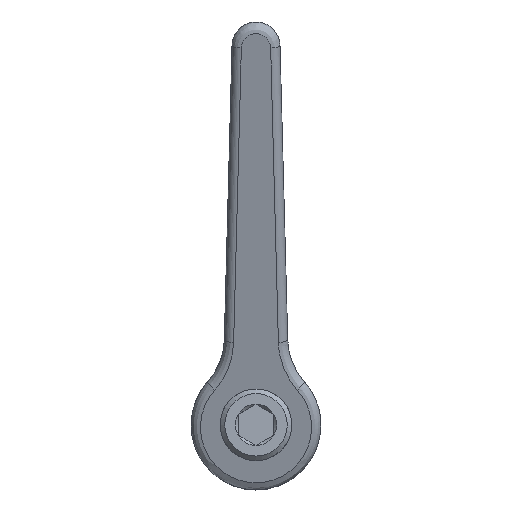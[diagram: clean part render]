
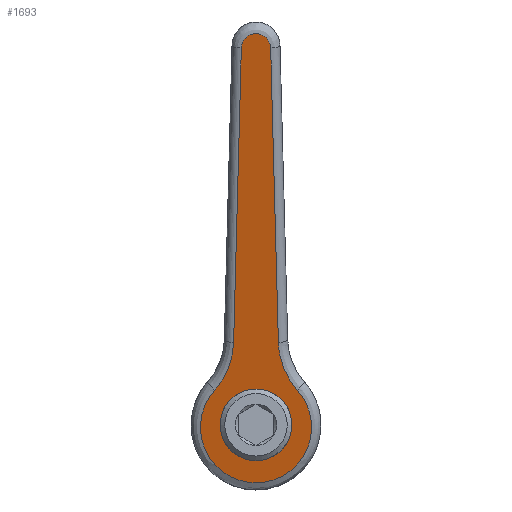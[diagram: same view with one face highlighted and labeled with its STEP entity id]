
A CAD part, top view. The second image highlights one B-rep face of the part: STEP entity #1693.
In plain terms, the highlighted planar face has unit normal (0, -0.256, 0.967).
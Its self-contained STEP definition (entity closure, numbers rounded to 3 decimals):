
#16=ELLIPSE('',#1808,6.422,6.208);
#20=ELLIPSE('',#1820,1.695,1.639);
#21=ELLIPSE('',#1821,4.138,4.);
#32=FACE_BOUND('',#287,.T.);
#42=PLANE('',#1819);
#183=FACE_OUTER_BOUND('',#286,.T.);
#286=EDGE_LOOP('',(#1400,#1401,#1402,#1403,#1404,#1405));
#287=EDGE_LOOP('',(#1406));
#433=B_SPLINE_CURVE_WITH_KNOTS('',3,(#8283,#8284,#8285,#8286,#8287,#8288,
#8289,#8290,#8291,#8292,#8293,#8294,#8295,#8296,#8297,#8298,#8299,#8300,
#8301,#8302,#8303,#8304,#8305,#8306,#8307,#8308,#8309,#8310,#8311,#8312,
#8313,#8314,#8315,#8316),.UNSPECIFIED.,.F.,.F.,(4,3,3,3,3,3,3,3,3,3,3,4),
(3.981,4.043,4.107,4.171,4.237,
4.303,4.369,4.435,4.5,4.564,
4.628,4.686),.UNSPECIFIED.);
#434=B_SPLINE_CURVE_WITH_KNOTS('',3,(#8324,#8325,#8326,#8327,#8328,#8329,
#8330,#8331,#8332,#8333,#8334,#8335,#8336,#8337,#8338,#8339,#8340,#8341,
#8342,#8343,#8344,#8345,#8346,#8347,#8348,#8349,#8350,#8351,#8352,#8353,
#8354,#8355,#8356,#8357),.UNSPECIFIED.,.F.,.F.,(4,3,3,3,3,3,3,3,3,3,3,4),
(1.597,1.66,1.724,1.789,1.855,
1.921,1.986,2.052,2.117,2.181,
2.244,2.303),.UNSPECIFIED.);
#503=LINE('',#8319,#590);
#504=LINE('',#8323,#591);
#590=VECTOR('',#2088,1000.);
#591=VECTOR('',#2091,1000.);
#732=VERTEX_POINT('',#7147);
#733=VERTEX_POINT('',#7149);
#752=VERTEX_POINT('',#8281);
#753=VERTEX_POINT('',#8318);
#754=VERTEX_POINT('',#8320);
#755=VERTEX_POINT('',#8322);
#756=VERTEX_POINT('',#8358);
#952=EDGE_CURVE('',#733,#732,#16,.T.);
#979=EDGE_CURVE('',#732,#752,#433,.T.);
#980=EDGE_CURVE('',#752,#753,#503,.T.);
#981=EDGE_CURVE('',#753,#754,#20,.T.);
#982=EDGE_CURVE('',#754,#755,#504,.T.);
#983=EDGE_CURVE('',#755,#733,#434,.T.);
#984=EDGE_CURVE('',#756,#756,#21,.T.);
#1400=ORIENTED_EDGE('',*,*,#980,.T.);
#1401=ORIENTED_EDGE('',*,*,#981,.T.);
#1402=ORIENTED_EDGE('',*,*,#982,.T.);
#1403=ORIENTED_EDGE('',*,*,#983,.T.);
#1404=ORIENTED_EDGE('',*,*,#952,.T.);
#1405=ORIENTED_EDGE('',*,*,#979,.T.);
#1406=ORIENTED_EDGE('',*,*,#984,.T.);
#1693=ADVANCED_FACE('',(#183,#32),#42,.F.);
#1808=AXIS2_PLACEMENT_3D('',#7150,#2055,#2056);
#1819=AXIS2_PLACEMENT_3D('',#8317,#2086,#2087);
#1820=AXIS2_PLACEMENT_3D('',#8321,#2089,#2090);
#1821=AXIS2_PLACEMENT_3D('',#8359,#2092,#2093);
#2055=DIRECTION('center_axis',(0.,-0.256,0.967));
#2056=DIRECTION('ref_axis',(0.,-0.967,-0.256));
#2086=DIRECTION('center_axis',(0.,0.256,-0.967));
#2087=DIRECTION('ref_axis',(0.,0.967,0.256));
#2088=DIRECTION('',(-0.025,0.966,0.256));
#2089=DIRECTION('center_axis',(0.,-0.256,
0.967));
#2090=DIRECTION('ref_axis',(0.,-0.967,-0.256));
#2091=DIRECTION('',(-0.025,-0.966,-0.256));
#2092=DIRECTION('center_axis',(0.,0.256,-0.967));
#2093=DIRECTION('ref_axis',(0.,0.967,0.256));
#7147=CARTESIAN_POINT('',(4.619,3.881,11.608));
#7149=CARTESIAN_POINT('',(-4.619,3.881,11.608));
#7150=CARTESIAN_POINT('Origin',(0.,-0.267,
10.509));
#8281=CARTESIAN_POINT('',(2.499,9.205,13.018));
#8283=CARTESIAN_POINT('Ctrl Pts',(4.619,3.881,11.608));
#8284=CARTESIAN_POINT('Ctrl Pts',(4.506,4.008,11.641));
#8285=CARTESIAN_POINT('Ctrl Pts',(4.395,4.139,11.676));
#8286=CARTESIAN_POINT('Ctrl Pts',(4.289,4.273,11.711));
#8287=CARTESIAN_POINT('Ctrl Pts',(4.181,4.41,11.748));
#8288=CARTESIAN_POINT('Ctrl Pts',(4.078,4.55,11.785));
#8289=CARTESIAN_POINT('Ctrl Pts',(3.978,4.695,11.823));
#8290=CARTESIAN_POINT('Ctrl Pts',(3.877,4.841,11.862));
#8291=CARTESIAN_POINT('Ctrl Pts',(3.781,4.991,11.901));
#8292=CARTESIAN_POINT('Ctrl Pts',(3.689,5.144,11.942));
#8293=CARTESIAN_POINT('Ctrl Pts',(3.595,5.3,11.983));
#8294=CARTESIAN_POINT('Ctrl Pts',(3.507,5.459,12.026));
#8295=CARTESIAN_POINT('Ctrl Pts',(3.424,5.622,12.069));
#8296=CARTESIAN_POINT('Ctrl Pts',(3.34,5.785,12.112));
#8297=CARTESIAN_POINT('Ctrl Pts',(3.261,5.951,12.156));
#8298=CARTESIAN_POINT('Ctrl Pts',(3.188,6.12,12.201));
#8299=CARTESIAN_POINT('Ctrl Pts',(3.115,6.289,12.245));
#8300=CARTESIAN_POINT('Ctrl Pts',(3.047,6.461,12.291));
#8301=CARTESIAN_POINT('Ctrl Pts',(2.985,6.634,12.337));
#8302=CARTESIAN_POINT('Ctrl Pts',(2.923,6.807,12.383));
#8303=CARTESIAN_POINT('Ctrl Pts',(2.866,6.982,12.429));
#8304=CARTESIAN_POINT('Ctrl Pts',(2.816,7.158,12.476));
#8305=CARTESIAN_POINT('Ctrl Pts',(2.766,7.332,12.522));
#8306=CARTESIAN_POINT('Ctrl Pts',(2.722,7.508,12.568));
#8307=CARTESIAN_POINT('Ctrl Pts',(2.684,7.684,12.615));
#8308=CARTESIAN_POINT('Ctrl Pts',(2.646,7.859,12.661));
#8309=CARTESIAN_POINT('Ctrl Pts',(2.614,8.034,12.708));
#8310=CARTESIAN_POINT('Ctrl Pts',(2.587,8.21,12.754));
#8311=CARTESIAN_POINT('Ctrl Pts',(2.561,8.382,12.8));
#8312=CARTESIAN_POINT('Ctrl Pts',(2.541,8.555,12.846));
#8313=CARTESIAN_POINT('Ctrl Pts',(2.526,8.728,12.891));
#8314=CARTESIAN_POINT('Ctrl Pts',(2.512,8.887,12.934));
#8315=CARTESIAN_POINT('Ctrl Pts',(2.504,9.046,12.976));
#8316=CARTESIAN_POINT('Ctrl Pts',(2.499,9.205,13.018));
#8317=CARTESIAN_POINT('Origin',(3.625,45.,22.5));
#8318=CARTESIAN_POINT('',(1.638,42.096,21.731));
#8319=CARTESIAN_POINT('',(1.631,42.364,21.802));
#8320=CARTESIAN_POINT('',(-1.638,42.096,21.731));
#8321=CARTESIAN_POINT('Origin',(0.,42.053,
21.719));
#8322=CARTESIAN_POINT('',(-2.499,9.205,13.018));
#8323=CARTESIAN_POINT('',(-2.492,9.473,13.089));
#8324=CARTESIAN_POINT('Ctrl Pts',(-2.499,9.205,13.018));
#8325=CARTESIAN_POINT('Ctrl Pts',(-2.504,9.034,12.972));
#8326=CARTESIAN_POINT('Ctrl Pts',(-2.514,8.862,12.927));
#8327=CARTESIAN_POINT('Ctrl Pts',(-2.529,8.69,12.881));
#8328=CARTESIAN_POINT('Ctrl Pts',(-2.545,8.516,12.835));
#8329=CARTESIAN_POINT('Ctrl Pts',(-2.567,8.342,12.789));
#8330=CARTESIAN_POINT('Ctrl Pts',(-2.594,8.168,12.743));
#8331=CARTESIAN_POINT('Ctrl Pts',(-2.621,7.991,12.696));
#8332=CARTESIAN_POINT('Ctrl Pts',(-2.654,7.815,12.65));
#8333=CARTESIAN_POINT('Ctrl Pts',(-2.694,7.64,12.603));
#8334=CARTESIAN_POINT('Ctrl Pts',(-2.733,7.462,12.556));
#8335=CARTESIAN_POINT('Ctrl Pts',(-2.779,7.285,12.509));
#8336=CARTESIAN_POINT('Ctrl Pts',(-2.83,7.109,12.463));
#8337=CARTESIAN_POINT('Ctrl Pts',(-2.882,6.933,12.416));
#8338=CARTESIAN_POINT('Ctrl Pts',(-2.939,6.758,12.37));
#8339=CARTESIAN_POINT('Ctrl Pts',(-3.002,6.585,12.324));
#8340=CARTESIAN_POINT('Ctrl Pts',(-3.066,6.412,12.278));
#8341=CARTESIAN_POINT('Ctrl Pts',(-3.134,6.241,12.233));
#8342=CARTESIAN_POINT('Ctrl Pts',(-3.209,6.072,12.188));
#8343=CARTESIAN_POINT('Ctrl Pts',(-3.283,5.905,12.144));
#8344=CARTESIAN_POINT('Ctrl Pts',(-3.362,5.739,12.1));
#8345=CARTESIAN_POINT('Ctrl Pts',(-3.447,5.577,12.057));
#8346=CARTESIAN_POINT('Ctrl Pts',(-3.53,5.417,12.014));
#8347=CARTESIAN_POINT('Ctrl Pts',(-3.618,5.26,11.973));
#8348=CARTESIAN_POINT('Ctrl Pts',(-3.711,5.107,11.932));
#8349=CARTESIAN_POINT('Ctrl Pts',(-3.803,4.955,11.892));
#8350=CARTESIAN_POINT('Ctrl Pts',(-3.9,4.806,11.853));
#8351=CARTESIAN_POINT('Ctrl Pts',(-4.001,4.661,11.814));
#8352=CARTESIAN_POINT('Ctrl Pts',(-4.101,4.519,11.776));
#8353=CARTESIAN_POINT('Ctrl Pts',(-4.204,4.38,11.74));
#8354=CARTESIAN_POINT('Ctrl Pts',(-4.311,4.246,11.704));
#8355=CARTESIAN_POINT('Ctrl Pts',(-4.411,4.121,11.671));
#8356=CARTESIAN_POINT('Ctrl Pts',(-4.513,3.999,11.639));
#8357=CARTESIAN_POINT('Ctrl Pts',(-4.619,3.881,11.608));
#8358=CARTESIAN_POINT('',(-4.,0.,10.579));
#8359=CARTESIAN_POINT('Origin',(0.,0.,10.579));
